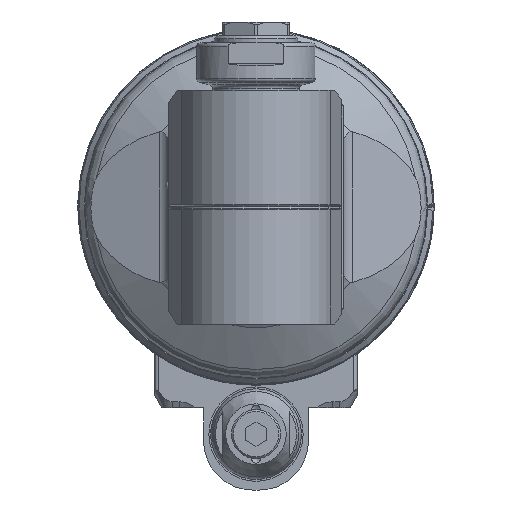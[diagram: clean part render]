
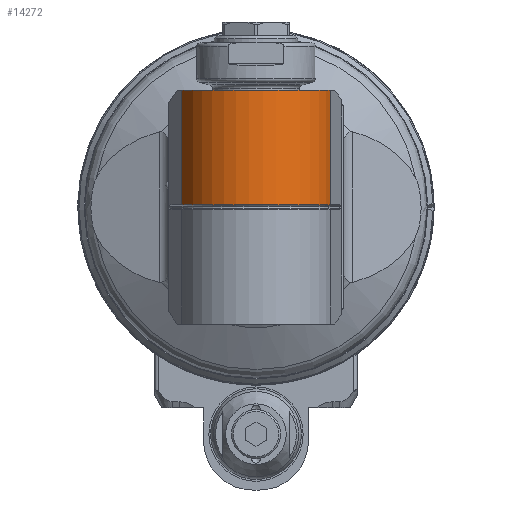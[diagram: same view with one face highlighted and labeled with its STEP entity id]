
A CAD part, front view. The second image highlights one B-rep face of the part: STEP entity #14272.
In plain terms, the highlighted cylindrical face has radius 22 mm (diameter 44 mm), a partial arc.
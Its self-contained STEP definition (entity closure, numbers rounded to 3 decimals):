
#642=CYLINDRICAL_SURFACE('',#15292,22.);
#1100=CIRCLE('',#15238,22.);
#1125=CIRCLE('',#15290,22.);
#1976=FACE_OUTER_BOUND('',#2832,.T.);
#2832=EDGE_LOOP('',(#9945,#9946,#9947,#9948));
#3810=LINE('',#21808,#4866);
#3820=LINE('',#21867,#4876);
#4866=VECTOR('',#17183,32.834);
#4876=VECTOR('',#17225,32.834);
#5953=VERTEX_POINT('',#21530);
#5954=VERTEX_POINT('',#21532);
#6002=VERTEX_POINT('',#21806);
#6012=VERTEX_POINT('',#21861);
#7521=EDGE_CURVE('',#5953,#5954,#1100,.T.);
#7585=EDGE_CURVE('',#5953,#6002,#3810,.T.);
#7602=EDGE_CURVE('',#6012,#6002,#1125,.T.);
#7605=EDGE_CURVE('',#6012,#5954,#3820,.T.);
#9945=ORIENTED_EDGE('',*,*,#7602,.F.);
#9946=ORIENTED_EDGE('',*,*,#7605,.T.);
#9947=ORIENTED_EDGE('',*,*,#7521,.F.);
#9948=ORIENTED_EDGE('',*,*,#7585,.T.);
#14272=ADVANCED_FACE('',(#1976),#642,.T.);
#15238=AXIS2_PLACEMENT_3D('',#21533,#17092,#17093);
#15290=AXIS2_PLACEMENT_3D('',#21862,#17218,#17219);
#15292=AXIS2_PLACEMENT_3D('',#21866,#17223,#17224);
#17092=DIRECTION('center_axis',(0.,-1.,0.));
#17093=DIRECTION('ref_axis',(0.259,0.,-0.966));
#17183=DIRECTION('',(0.,1.,0.));
#17218=DIRECTION('center_axis',(0.,1.,0.));
#17219=DIRECTION('ref_axis',(0.259,0.,0.966));
#17223=DIRECTION('center_axis',(0.,1.,0.));
#17224=DIRECTION('ref_axis',(1.,0.,0.));
#17225=DIRECTION('',(0.,-1.,0.));
#21530=CARTESIAN_POINT('',(185.694,-33.5,-21.25));
#21532=CARTESIAN_POINT('',(185.694,-33.5,21.25));
#21533=CARTESIAN_POINT('Origin',(180.,-33.5,0.));
#21806=CARTESIAN_POINT('',(185.694,-0.666,-21.25));
#21808=CARTESIAN_POINT('',(185.694,-33.5,-21.25));
#21861=CARTESIAN_POINT('',(185.694,-0.666,21.25));
#21862=CARTESIAN_POINT('Origin',(180.,-0.666,0.));
#21866=CARTESIAN_POINT('Origin',(180.,-71.538,0.));
#21867=CARTESIAN_POINT('',(185.694,-0.666,21.25));
